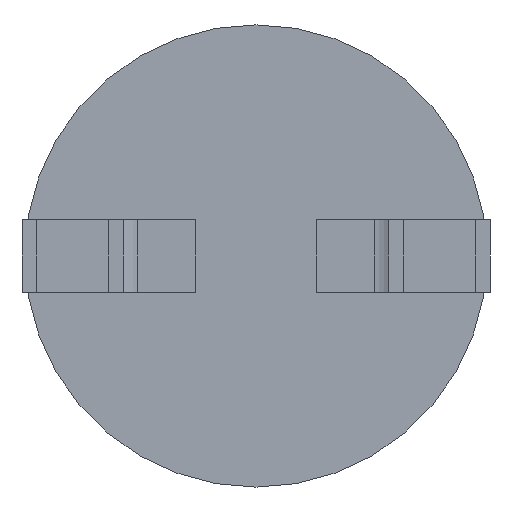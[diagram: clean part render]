
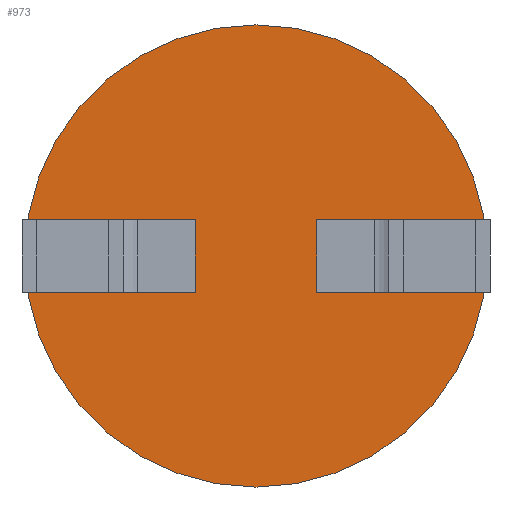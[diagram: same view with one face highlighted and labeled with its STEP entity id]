
A CAD part, front view. The second image highlights one B-rep face of the part: STEP entity #973.
In plain terms, the highlighted planar face has unit normal (0, -1, 0).
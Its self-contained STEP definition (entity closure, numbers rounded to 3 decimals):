
#891 = ORIENTED_EDGE ( 'NONE', *, *, #892, .T. ) ;
#892 = EDGE_CURVE ( 'NONE', #3206, #893, #6234, .T. ) ;
#893 = VERTEX_POINT ( 'NONE', #6287 ) ;
#894 = ORIENTED_EDGE ( 'NONE', *, *, #895, .T. ) ;
#895 = EDGE_CURVE ( 'NONE', #893, #896, #6286, .T. ) ;
#896 = VERTEX_POINT ( 'NONE', #6282 ) ;
#942 = ORIENTED_EDGE ( 'NONE', *, *, #2882, .T. ) ;
#943 = ORIENTED_EDGE ( 'NONE', *, *, #944, .T. ) ;
#944 = EDGE_CURVE ( 'NONE', #2880, #2891, #6406, .T. ) ;
#954 = ORIENTED_EDGE ( 'NONE', *, *, #955, .F. ) ;
#955 = EDGE_CURVE ( 'NONE', #3209, #896, #6474, .T. ) ;
#956 = EDGE_LOOP ( 'NONE', ( #957, #961, #964, #967 ) ) ;
#957 = ORIENTED_EDGE ( 'NONE', *, *, #958, .T. ) ;
#958 = EDGE_CURVE ( 'NONE', #959, #960, #6470, .T. ) ;
#959 = VERTEX_POINT ( 'NONE', #6466 ) ;
#960 = VERTEX_POINT ( 'NONE', #6465 ) ;
#961 = ORIENTED_EDGE ( 'NONE', *, *, #962, .T. ) ;
#962 = EDGE_CURVE ( 'NONE', #960, #963, #6464, .T. ) ;
#963 = VERTEX_POINT ( 'NONE', #6460 ) ;
#964 = ORIENTED_EDGE ( 'NONE', *, *, #965, .F. ) ;
#965 = EDGE_CURVE ( 'NONE', #966, #963, #6459, .T. ) ;
#966 = VERTEX_POINT ( 'NONE', #6455 ) ;
#967 = ORIENTED_EDGE ( 'NONE', *, *, #968, .F. ) ;
#968 = EDGE_CURVE ( 'NONE', #959, #966, #6454, .T. ) ;
#969 = EDGE_LOOP ( 'NONE', ( #942, #943 ) ) ;
#973 = ADVANCED_FACE ( 'NONE', ( #6514, #6513, #6512 ), #6511, .T. ) ;
#974 = EDGE_LOOP ( 'NONE', ( #975, #891, #894, #954 ) ) ;
#975 = ORIENTED_EDGE ( 'NONE', *, *, #3208, .F. ) ;
#2880 = VERTEX_POINT ( 'NONE', #15107 ) ;
#2882 = EDGE_CURVE ( 'NONE', #2891, #2880, #15153, .T. ) ;
#2891 = VERTEX_POINT ( 'NONE', #15215 ) ;
#3206 = VERTEX_POINT ( 'NONE', #16156 ) ;
#3208 = EDGE_CURVE ( 'NONE', #3206, #3209, #16155, .T. ) ;
#3209 = VERTEX_POINT ( 'NONE', #16151 ) ;
#6231 = DIRECTION ( 'NONE',  ( 0., 0., -1. ) ) ;
#6232 = VECTOR ( 'NONE', #6231, 1000. ) ;
#6233 = CARTESIAN_POINT ( 'NONE',  ( -0.42, 0., 0.25 ) ) ;
#6234 = LINE ( 'NONE', #6233, #6232 ) ;
#6282 = CARTESIAN_POINT ( 'NONE',  ( -1.27, 0., -0.25 ) ) ;
#6283 = DIRECTION ( 'NONE',  ( -1., 0., 0. ) ) ;
#6284 = VECTOR ( 'NONE', #6283, 1000. ) ;
#6285 = CARTESIAN_POINT ( 'NONE',  ( 0., 0., -0.25 ) ) ;
#6286 = LINE ( 'NONE', #6285, #6284 ) ;
#6287 = CARTESIAN_POINT ( 'NONE',  ( -0.42, 0., -0.25 ) ) ;
#6402 = DIRECTION ( 'NONE',  ( 0., 0., -1. ) ) ;
#6403 = DIRECTION ( 'NONE',  ( 0., -1., 0. ) ) ;
#6404 = CARTESIAN_POINT ( 'NONE',  ( 0., 0., 0. ) ) ;
#6405 = AXIS2_PLACEMENT_3D ( 'NONE', #6404, #6403, #6402 ) ;
#6406 = CIRCLE ( 'NONE', #6405, 1.6 ) ;
#6451 = DIRECTION ( 'NONE',  ( 0., 0., -1. ) ) ;
#6452 = VECTOR ( 'NONE', #6451, 1000. ) ;
#6453 = CARTESIAN_POINT ( 'NONE',  ( 0.42, 0., 0.25 ) ) ;
#6454 = LINE ( 'NONE', #6453, #6452 ) ;
#6455 = CARTESIAN_POINT ( 'NONE',  ( 0.42, 0., -0.25 ) ) ;
#6456 = DIRECTION ( 'NONE',  ( 1., 0., 0. ) ) ;
#6457 = VECTOR ( 'NONE', #6456, 1000. ) ;
#6458 = CARTESIAN_POINT ( 'NONE',  ( 0., 0., -0.25 ) ) ;
#6459 = LINE ( 'NONE', #6458, #6457 ) ;
#6460 = CARTESIAN_POINT ( 'NONE',  ( 1.27, 0., -0.25 ) ) ;
#6461 = DIRECTION ( 'NONE',  ( 0., 0., -1. ) ) ;
#6462 = VECTOR ( 'NONE', #6461, 1000. ) ;
#6463 = CARTESIAN_POINT ( 'NONE',  ( 1.27, 0., 0.25 ) ) ;
#6464 = LINE ( 'NONE', #6463, #6462 ) ;
#6465 = CARTESIAN_POINT ( 'NONE',  ( 1.27, 0., 0.25 ) ) ;
#6466 = CARTESIAN_POINT ( 'NONE',  ( 0.42, 0., 0.25 ) ) ;
#6467 = DIRECTION ( 'NONE',  ( 1., 0., 0. ) ) ;
#6468 = VECTOR ( 'NONE', #6467, 1000. ) ;
#6469 = CARTESIAN_POINT ( 'NONE',  ( 0., 0., 0.25 ) ) ;
#6470 = LINE ( 'NONE', #6469, #6468 ) ;
#6471 = DIRECTION ( 'NONE',  ( 0., 0., -1. ) ) ;
#6472 = VECTOR ( 'NONE', #6471, 1000. ) ;
#6473 = CARTESIAN_POINT ( 'NONE',  ( -1.27, 0., 0.25 ) ) ;
#6474 = LINE ( 'NONE', #6473, #6472 ) ;
#6507 = DIRECTION ( 'NONE',  ( 0., 0., -1. ) ) ;
#6508 = DIRECTION ( 'NONE',  ( 0., -1., 0. ) ) ;
#6509 = AXIS2_PLACEMENT_3D ( 'NONE', #6510, #6508, #6507 ) ;
#6510 = CARTESIAN_POINT ( 'NONE',  ( 0., 0., 0. ) ) ;
#6511 = PLANE ( 'NONE',  #6509 ) ;
#6512 = FACE_OUTER_BOUND ( 'NONE', #969, .T. ) ;
#6513 = FACE_BOUND ( 'NONE', #956, .T. ) ;
#6514 = FACE_BOUND ( 'NONE', #974, .T. ) ;
#15107 = CARTESIAN_POINT ( 'NONE',  ( 0., 0., 1.6 ) ) ;
#15149 = DIRECTION ( 'NONE',  ( 0., 0., -1. ) ) ;
#15150 = DIRECTION ( 'NONE',  ( 0., -1., 0. ) ) ;
#15151 = CARTESIAN_POINT ( 'NONE',  ( 0., 0., 0. ) ) ;
#15152 = AXIS2_PLACEMENT_3D ( 'NONE', #15151, #15150, #15149 ) ;
#15153 = CIRCLE ( 'NONE', #15152, 1.6 ) ;
#15215 = CARTESIAN_POINT ( 'NONE',  ( 0., 0., -1.6 ) ) ;
#16151 = CARTESIAN_POINT ( 'NONE',  ( -1.27, 0., 0.25 ) ) ;
#16152 = DIRECTION ( 'NONE',  ( -1., 0., 0. ) ) ;
#16153 = VECTOR ( 'NONE', #16152, 1000. ) ;
#16154 = CARTESIAN_POINT ( 'NONE',  ( 0., 0., 0.25 ) ) ;
#16155 = LINE ( 'NONE', #16154, #16153 ) ;
#16156 = CARTESIAN_POINT ( 'NONE',  ( -0.42, 0., 0.25 ) ) ;
